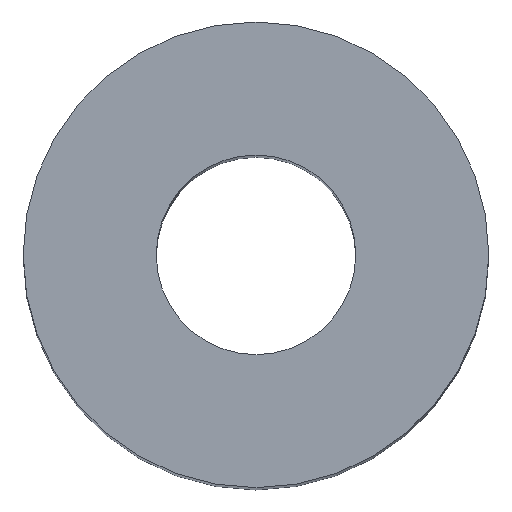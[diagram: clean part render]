
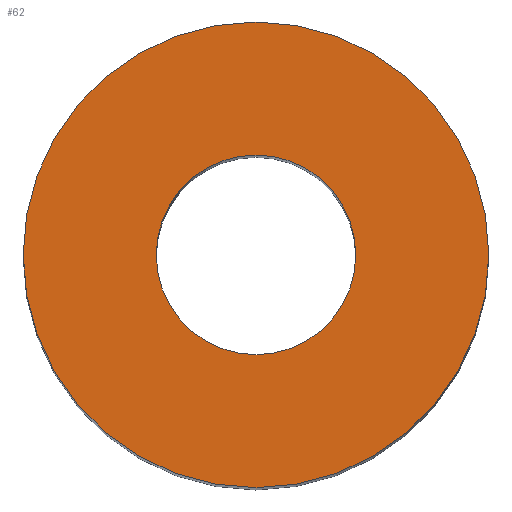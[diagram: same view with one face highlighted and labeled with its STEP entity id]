
A CAD part, top view. The second image highlights one B-rep face of the part: STEP entity #62.
In plain terms, the highlighted planar face has unit normal (0, 0, 1).
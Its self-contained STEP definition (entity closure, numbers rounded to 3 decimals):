
#62=ADVANCED_FACE('',(#98,#100),#102,.T.);
#98=FACE_BOUND('',#99,.T.);
#99=EDGE_LOOP('',(#127));
#100=FACE_BOUND('',#101,.T.);
#101=EDGE_LOOP('',(#128));
#102=PLANE('',#103);
#103=AXIS2_PLACEMENT_3D('',#104,#105,#106);
#104=CARTESIAN_POINT('',(0.,0.,20.));
#105=DIRECTION('',(0.,0.,1.));
#106=DIRECTION('',(-1.,0.,0.));
#127=ORIENTED_EDGE('',*,*,#135,.T.);
#128=ORIENTED_EDGE('',*,*,#136,.T.);
#135=EDGE_CURVE('',#141,#141,#142,.T.);
#136=EDGE_CURVE('',#143,#143,#144,.F.);
#141=VERTEX_POINT('',#155);
#142=CIRCLE('',#156,3.5);
#143=VERTEX_POINT('',#160);
#144=CIRCLE('',#161,1.5);
#155=CARTESIAN_POINT('',(-3.5,0.,20.));
#156=AXIS2_PLACEMENT_3D('',#157,#158,#159);
#157=CARTESIAN_POINT('',(0.,0.,20.));
#158=DIRECTION('',(0.,0.,1.));
#159=DIRECTION('',(-1.,0.,0.));
#160=CARTESIAN_POINT('',(-1.5,0.,20.));
#161=AXIS2_PLACEMENT_3D('',#162,#163,#164);
#162=CARTESIAN_POINT('',(0.,0.,20.));
#163=DIRECTION('',(0.,0.,1.));
#164=DIRECTION('',(-1.,0.,0.));
